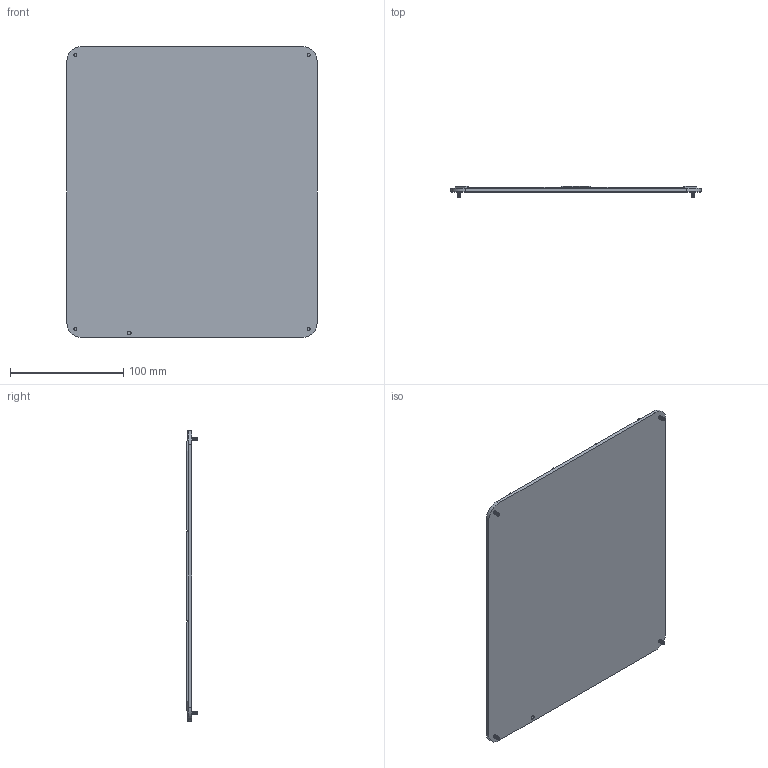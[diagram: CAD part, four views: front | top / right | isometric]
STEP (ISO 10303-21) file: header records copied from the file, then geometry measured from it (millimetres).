
FILE_DESCRIPTION(/* description */ (''),/* implementation_level */ '2;1');
FILE_NAME(/* name */ '9W 6V 221x257mm Voltaic Panel.step',/* time_stamp */ '2019-04-25T13:06:36-04:00',/* author */ ('voltaic-engineering'),/* organization */ (''),/* preprocessor_version */ 'ST-DEVELOPER v18',/* originating_system */ 'Autodesk Translation Framework v8.2.0.1029',/* authorisation */ '');
FILE_SCHEMA (('AUTOMOTIVE_DESIGN { 1 0 10303 214 3 1 1 }'));
Length unit declared in the file: millimetre
Products named in the file (9): 9W 6V 221x257mm SW Rev 1; 4-40 8mm SS316 Panel Screw v2; Component9; 4-40 8mm SS316 Panel Screw v2 (1); Component11; 4-40 8mm SS316 Panel Screw v2 (2); Component13; 4-40 8mm SS316 Panel Screw v2 (3); Component15
Assembly tree (8 placements, depth 3):
  9W 6V 221x257mm SW Rev 1
    4-40 8mm SS316 Panel Screw v2
      Component9
    4-40 8mm SS316 Panel Screw v2 (1)
      Component11
    4-40 8mm SS316 Panel Screw v2 (2)
      Component13
    4-40 8mm SS316 Panel Screw v2 (3)
      Component15
Bounding box: 221 x 9.4 x 257 mm (x, y, z)
Volume: 199682.5 mm3; surface area: 130916 mm2
Topology: 6 solids, 6 shells, 333 faces, 875 edges, 570 vertices
Faces by surface type: plane 188, cylinder 129, bspline 8, cone 8
Full cylindrical faces by diameter (mm): 2.088 x52, 2.1 x4, 2.781 x48, 3.3 x1, 5 x4
Entity records: 16276 total; most frequent: CARTESIAN_POINT 8151, ORIENTED_EDGE 1750, DIRECTION 1421, EDGE_CURVE 875, LINE 597, VECTOR 597, VERTEX_POINT 570, AXIS2_PLACEMENT_3D 412
